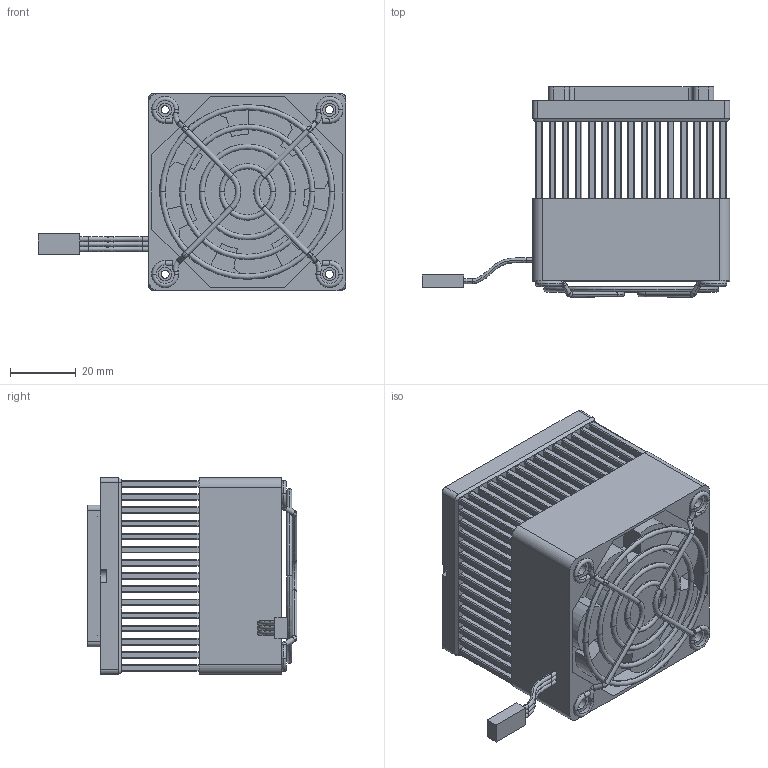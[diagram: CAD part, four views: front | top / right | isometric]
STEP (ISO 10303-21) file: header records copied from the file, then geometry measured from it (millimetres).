
FILE_DESCRIPTION (( 'STEP AP214' ), '1' );
FILE_NAME ('UA-45-1-2, DF.STEP', '2025-09-09T00:29:39', ( '' ), ( '' ), 'SwSTEP 2.0', 'SolidWorks 2021', '' );
FILE_SCHEMA (( 'AUTOMOTIVE_DESIGN' ));
Length unit declared in the file: inch
Products named in the file (1): UA-45-1-2, DF
Bounding box: 93.64 x 63.86 x 60 mm (x, y, z)
Volume: 132365 mm3; surface area: 71341.5 mm2
Topology: 7 solids, 7 shells, 2441 faces, 6355 edges, 4200 vertices
Faces by surface type: plane 1241, cylinder 1072, torus 68, cone 44, bspline 16
Entity records: 108723 total; most frequent: CARTESIAN_POINT 14747, DIRECTION 13423, ORIENTED_EDGE 12710, EDGE_CURVE 6355, AXIS2_PLACEMENT_3D 4742, VERTEX_POINT 4200, LINE 3939, VECTOR 3939
